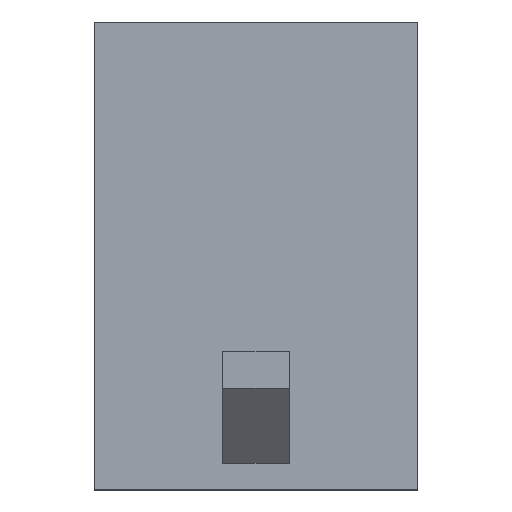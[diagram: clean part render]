
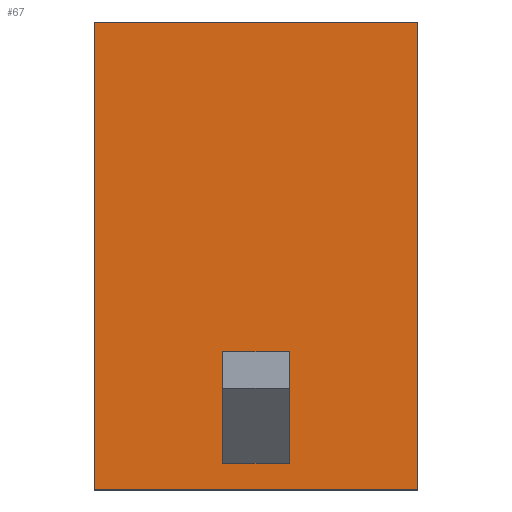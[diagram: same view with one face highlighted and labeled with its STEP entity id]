
A CAD part, top view. The second image highlights one B-rep face of the part: STEP entity #67.
In plain terms, the highlighted planar face has unit normal (0, 0, 1).
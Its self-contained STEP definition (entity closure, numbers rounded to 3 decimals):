
#67=ADVANCED_FACE('',(#182,#183),#184,.T.);
#182=FACE_OUTER_BOUND('',#383,.T.);
#183=FACE_BOUND('',#384,.T.);
#184=PLANE('',#385);
#383=EDGE_LOOP('',(#675,#676,#677,#678));
#384=EDGE_LOOP('',(#679,#680,#681,#682));
#385=AXIS2_PLACEMENT_3D('',#683,#684,#685);
#675=ORIENTED_EDGE('',*,*,#1366,.T.);
#676=ORIENTED_EDGE('',*,*,#1330,.T.);
#677=ORIENTED_EDGE('',*,*,#1367,.T.);
#678=ORIENTED_EDGE('',*,*,#1368,.T.);
#679=ORIENTED_EDGE('',*,*,#1369,.T.);
#680=ORIENTED_EDGE('',*,*,#1370,.T.);
#681=ORIENTED_EDGE('',*,*,#1371,.F.);
#682=ORIENTED_EDGE('',*,*,#1372,.F.);
#683=CARTESIAN_POINT('',(0.0,0.0,3.86));
#684=DIRECTION('',(0.0,0.0,1.0));
#685=DIRECTION('',(1.0,0.0,0.0));
#1330=EDGE_CURVE('',#1587,#1585,#1588,.T.);
#1366=EDGE_CURVE('',#1651,#1587,#1652,.T.);
#1367=EDGE_CURVE('',#1585,#1653,#1654,.T.);
#1368=EDGE_CURVE('',#1653,#1651,#1655,.T.);
#1369=EDGE_CURVE('',#1656,#1657,#1658,.T.);
#1370=EDGE_CURVE('',#1657,#1659,#1660,.T.);
#1371=EDGE_CURVE('',#1661,#1659,#1662,.T.);
#1372=EDGE_CURVE('',#1656,#1661,#1663,.T.);
#1585=VERTEX_POINT('',#2038);
#1587=VERTEX_POINT('',#2041);
#1588=LINE('',#2042,#2043);
#1651=VERTEX_POINT('',#2197);
#1652=LINE('',#2198,#2199);
#1653=VERTEX_POINT('',#2200);
#1654=LINE('',#2201,#2202);
#1655=LINE('',#2203,#2204);
#1656=VERTEX_POINT('',#2205);
#1657=VERTEX_POINT('',#2206);
#1658=LINE('',#2207,#2208);
#1659=VERTEX_POINT('',#2209);
#1660=LINE('',#2210,#2211);
#1661=VERTEX_POINT('',#2212);
#1662=LINE('',#2213,#2214);
#1663=LINE('',#2215,#2216);
#2038=CARTESIAN_POINT('',(3.425,-4.955,3.86));
#2041=CARTESIAN_POINT('',(-3.425,-4.955,3.86));
#2042=CARTESIAN_POINT('',(-3.425,-4.955,3.86));
#2043=VECTOR('',#2654,1.0);
#2197=CARTESIAN_POINT('',(-3.425,4.955,3.86));
#2198=CARTESIAN_POINT('',(-3.425,4.955,3.86));
#2199=VECTOR('',#2694,1.0);
#2200=CARTESIAN_POINT('',(3.425,4.955,3.86));
#2201=CARTESIAN_POINT('',(3.425,-4.955,3.86));
#2202=VECTOR('',#2695,1.0);
#2203=CARTESIAN_POINT('',(3.425,4.955,3.86));
#2204=VECTOR('',#2696,1.0);
#2205=CARTESIAN_POINT('',(0.7,-4.395,3.86));
#2206=CARTESIAN_POINT('',(-0.7,-4.395,3.86));
#2207=CARTESIAN_POINT('',(0.7,-4.395,3.86));
#2208=VECTOR('',#2697,1.0);
#2209=CARTESIAN_POINT('',(-0.7,-2.035,3.86));
#2210=CARTESIAN_POINT('',(-0.7,-4.395,3.86));
#2211=VECTOR('',#2698,1.0);
#2212=CARTESIAN_POINT('',(0.7,-2.035,3.86));
#2213=CARTESIAN_POINT('',(0.7,-2.035,3.86));
#2214=VECTOR('',#2699,1.0);
#2215=CARTESIAN_POINT('',(0.7,-4.395,3.86));
#2216=VECTOR('',#2700,1.0);
#2654=DIRECTION('',(1.0,0.,0.0));
#2694=DIRECTION('',(0.,-1.0,0.0));
#2695=DIRECTION('',(0.,1.0,0.0));
#2696=DIRECTION('',(-1.0,0.,0.0));
#2697=DIRECTION('',(-1.0,0.0,0.0));
#2698=DIRECTION('',(0.0,1.0,0.));
#2699=DIRECTION('',(-1.0,0.0,0.0));
#2700=DIRECTION('',(0.0,1.0,0.));
